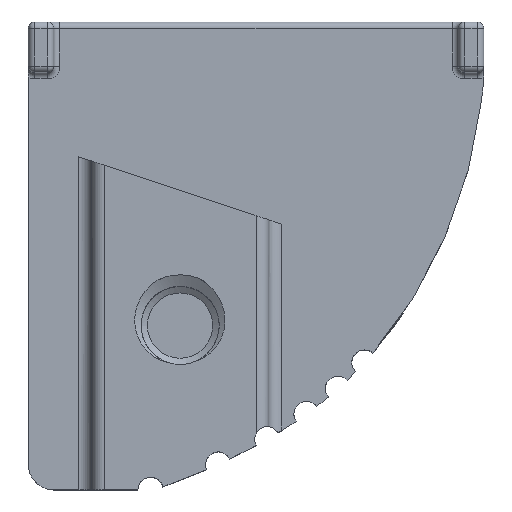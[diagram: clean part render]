
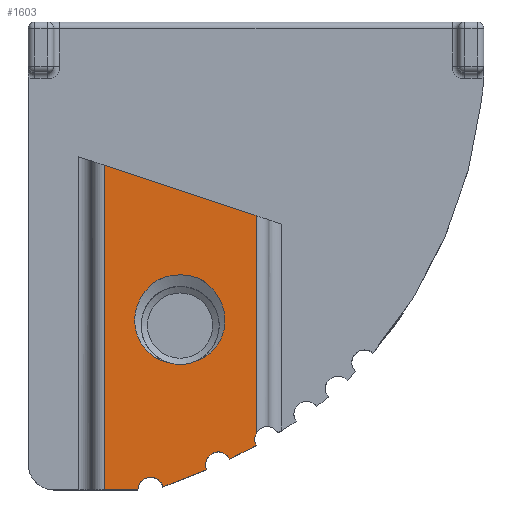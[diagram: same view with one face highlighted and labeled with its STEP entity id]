
A CAD part, top view. The second image highlights one B-rep face of the part: STEP entity #1603.
In plain terms, the highlighted planar face has unit normal (0, 0, 1).
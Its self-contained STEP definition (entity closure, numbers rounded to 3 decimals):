
#25=FACE_BOUND('',#240,.T.);
#44=PLANE('',#1771);
#139=FACE_OUTER_BOUND('',#239,.T.);
#239=EDGE_LOOP('',(#1287,#1288,#1289,#1290,#1291,#1292,#1293,#1294,#1295));
#240=EDGE_LOOP('',(#1296,#1297,#1298,#1299));
#274=CIRCLE('',#1645,2.);
#275=CIRCLE('',#1647,1.545);
#333=CIRCLE('',#1770,0.5);
#334=CIRCLE('',#1772,0.5);
#335=CIRCLE('',#1773,0.5);
#383=B_SPLINE_CURVE_WITH_KNOTS('',3,(#3466,#3467,#3468,#3469,#3470,#3471),
 .UNSPECIFIED.,.F.,.F.,(4,2,4),(0.217,0.258,0.415),
 .UNSPECIFIED.);
#384=B_SPLINE_CURVE_WITH_KNOTS('',3,(#3474,#3475,#3476,#3477,#3478,#3479,
#3480),.UNSPECIFIED.,.F.,.F.,(4,3,4),(0.,0.066,0.118),
 .UNSPECIFIED.);
#385=B_SPLINE_CURVE_WITH_KNOTS('',3,(#3481,#3482,#3483,#3484,#3485,#3486,
#3487,#3488,#3489,#3490,#3491,#3492,#3493,#3494,#3495,#3496),
 .UNSPECIFIED.,.F.,.F.,(4,2,2,2,2,2,2,4),(0.,0.074,0.111,
0.173,0.223,0.275,0.3,0.317),
 .UNSPECIFIED.);
#386=B_SPLINE_CURVE_WITH_KNOTS('',3,(#3497,#3498,#3499,#3500,#3501,#3502,
#3503,#3504,#3505,#3506,#3507,#3508,#3509,#3510,#3511,#3512,#3513,#3514),
 .UNSPECIFIED.,.F.,.F.,(4,2,2,2,2,2,2,2,4),(0.,0.062,0.093,
0.169,0.275,0.384,0.434,0.506,
0.577),.UNSPECIFIED.);
#497=LINE('',#3375,#583);
#498=LINE('',#3458,#584);
#499=LINE('',#3460,#585);
#500=LINE('',#3462,#586);
#583=VECTOR('',#2139,10.);
#584=VECTOR('',#2146,10.);
#585=VECTOR('',#2147,10.);
#586=VECTOR('',#2148,10.);
#611=VERTEX_POINT('',#2553);
#612=VERTEX_POINT('',#2566);
#615=VERTEX_POINT('',#2586);
#616=VERTEX_POINT('',#2597);
#708=VERTEX_POINT('',#3372);
#709=VERTEX_POINT('',#3374);
#710=VERTEX_POINT('',#3393);
#714=VERTEX_POINT('',#3457);
#715=VERTEX_POINT('',#3459);
#716=VERTEX_POINT('',#3461);
#717=VERTEX_POINT('',#3463);
#718=VERTEX_POINT('',#3465);
#719=VERTEX_POINT('',#3472);
#764=EDGE_CURVE('',#612,#611,#274,.T.);
#768=EDGE_CURVE('',#616,#615,#275,.T.);
#918=EDGE_CURVE('',#708,#709,#497,.T.);
#920=EDGE_CURVE('',#710,#709,#333,.T.);
#925=EDGE_CURVE('',#714,#708,#498,.T.);
#926=EDGE_CURVE('',#715,#714,#499,.T.);
#927=EDGE_CURVE('',#716,#715,#500,.T.);
#928=EDGE_CURVE('',#716,#717,#334,.T.);
#929=EDGE_CURVE('',#717,#718,#383,.F.);
#930=EDGE_CURVE('',#718,#719,#335,.T.);
#931=EDGE_CURVE('',#719,#710,#384,.F.);
#932=EDGE_CURVE('',#611,#616,#385,.T.);
#933=EDGE_CURVE('',#615,#612,#386,.T.);
#1287=ORIENTED_EDGE('',*,*,#918,.F.);
#1288=ORIENTED_EDGE('',*,*,#925,.F.);
#1289=ORIENTED_EDGE('',*,*,#926,.F.);
#1290=ORIENTED_EDGE('',*,*,#927,.F.);
#1291=ORIENTED_EDGE('',*,*,#928,.T.);
#1292=ORIENTED_EDGE('',*,*,#929,.T.);
#1293=ORIENTED_EDGE('',*,*,#930,.T.);
#1294=ORIENTED_EDGE('',*,*,#931,.T.);
#1295=ORIENTED_EDGE('',*,*,#920,.T.);
#1296=ORIENTED_EDGE('',*,*,#764,.T.);
#1297=ORIENTED_EDGE('',*,*,#932,.T.);
#1298=ORIENTED_EDGE('',*,*,#768,.T.);
#1299=ORIENTED_EDGE('',*,*,#933,.T.);
#1603=ADVANCED_FACE('',(#139,#25),#44,.T.);
#1645=AXIS2_PLACEMENT_3D('',#2567,#1825,#1826);
#1647=AXIS2_PLACEMENT_3D('',#2598,#1830,#1831);
#1770=AXIS2_PLACEMENT_3D('',#3394,#2142,#2143);
#1771=AXIS2_PLACEMENT_3D('',#3456,#2144,#2145);
#1772=AXIS2_PLACEMENT_3D('',#3464,#2149,#2150);
#1773=AXIS2_PLACEMENT_3D('',#3473,#2151,#2152);
#1825=DIRECTION('center_axis',(0.,0.,-1.));
#1826=DIRECTION('ref_axis',(-1.,0.,0.));
#1830=DIRECTION('center_axis',(0.,0.,-1.));
#1831=DIRECTION('ref_axis',(1.,0.,0.));
#2139=DIRECTION('',(0.,-1.,0.));
#2142=DIRECTION('center_axis',(0.,0.,-1.));
#2143=DIRECTION('ref_axis',(1.,0.,0.));
#2144=DIRECTION('center_axis',(0.,0.,1.));
#2145=DIRECTION('ref_axis',(1.,0.,0.));
#2146=DIRECTION('',(0.949,-0.315,0.));
#2147=DIRECTION('',(0.,1.,0.));
#2148=DIRECTION('',(-1.,0.,0.));
#2149=DIRECTION('center_axis',(0.,0.,-1.));
#2150=DIRECTION('ref_axis',(1.,0.,0.));
#2151=DIRECTION('center_axis',(0.,0.,-1.));
#2152=DIRECTION('ref_axis',(1.,0.,0.));
#2553=CARTESIAN_POINT('',(6.675,-17.116,3.5));
#2566=CARTESIAN_POINT('',(5.126,-17.2,3.5));
#2567=CARTESIAN_POINT('Origin',(6.,-18.999,3.5));
#2586=CARTESIAN_POINT('',(5.479,-20.454,3.5));
#2597=CARTESIAN_POINT('',(6.675,-20.389,3.5));
#2598=CARTESIAN_POINT('Origin',(6.,-18.999,3.5));
#3372=CARTESIAN_POINT('',(9.,-14.658,3.5));
#3374=CARTESIAN_POINT('',(9.,-23.28,3.5));
#3375=CARTESIAN_POINT('',(9.,-18.843,3.5));
#3393=CARTESIAN_POINT('',(9.013,-23.745,3.5));
#3394=CARTESIAN_POINT('Origin',(9.449,-23.5,3.5));
#3456=CARTESIAN_POINT('Origin',(4.25,-12.75,3.5));
#3457=CARTESIAN_POINT('',(3.,-12.665,3.5));
#3458=CARTESIAN_POINT('',(2.576,-12.524,3.5));
#3459=CARTESIAN_POINT('',(3.,-25.5,3.5));
#3460=CARTESIAN_POINT('',(3.,-6.375,3.5));
#3461=CARTESIAN_POINT('',(4.332,-25.5,3.5));
#3462=CARTESIAN_POINT('',(2.125,-25.5,3.5));
#3463=CARTESIAN_POINT('',(5.319,-25.388,3.5));
#3464=CARTESIAN_POINT('Origin',(4.832,-25.5,3.5));
#3465=CARTESIAN_POINT('',(7.05,-24.704,3.5));
#3466=CARTESIAN_POINT('Ctrl Pts',(7.05,-24.704,3.5));
#3467=CARTESIAN_POINT('Ctrl Pts',(6.926,-24.758,3.5));
#3468=CARTESIAN_POINT('Ctrl Pts',(6.801,-24.811,3.5));
#3469=CARTESIAN_POINT('Ctrl Pts',(6.195,-25.064,3.5));
#3470=CARTESIAN_POINT('Ctrl Pts',(5.776,-25.225,3.5));
#3471=CARTESIAN_POINT('Ctrl Pts',(5.319,-25.388,3.5));
#3472=CARTESIAN_POINT('',(7.959,-24.287,3.5));
#3473=CARTESIAN_POINT('Origin',(7.506,-24.5,3.5));
#3474=CARTESIAN_POINT('Ctrl Pts',(9.013,-23.745,3.5));
#3475=CARTESIAN_POINT('Ctrl Pts',(8.82,-23.851,3.5));
#3476=CARTESIAN_POINT('Ctrl Pts',(8.626,-23.953,3.5));
#3477=CARTESIAN_POINT('Ctrl Pts',(8.431,-24.053,3.5));
#3478=CARTESIAN_POINT('Ctrl Pts',(8.274,-24.133,3.5));
#3479=CARTESIAN_POINT('Ctrl Pts',(8.117,-24.211,3.5));
#3480=CARTESIAN_POINT('Ctrl Pts',(7.959,-24.287,3.5));
#3481=CARTESIAN_POINT('Ctrl Pts',(6.675,-17.116,3.5));
#3482=CARTESIAN_POINT('Ctrl Pts',(6.898,-17.222,3.5));
#3483=CARTESIAN_POINT('Ctrl Pts',(7.099,-17.37,3.5));
#3484=CARTESIAN_POINT('Ctrl Pts',(7.352,-17.641,3.5));
#3485=CARTESIAN_POINT('Ctrl Pts',(7.427,-17.739,3.5));
#3486=CARTESIAN_POINT('Ctrl Pts',(7.602,-18.019,3.5));
#3487=CARTESIAN_POINT('Ctrl Pts',(7.705,-18.243,3.5));
#3488=CARTESIAN_POINT('Ctrl Pts',(7.785,-18.729,3.5));
#3489=CARTESIAN_POINT('Ctrl Pts',(7.78,-18.949,3.5));
#3490=CARTESIAN_POINT('Ctrl Pts',(7.687,-19.391,3.5));
#3491=CARTESIAN_POINT('Ctrl Pts',(7.593,-19.607,3.5));
#3492=CARTESIAN_POINT('Ctrl Pts',(7.398,-19.888,3.5));
#3493=CARTESIAN_POINT('Ctrl Pts',(7.282,-20.037,3.5));
#3494=CARTESIAN_POINT('Ctrl Pts',(6.966,-20.267,3.5));
#3495=CARTESIAN_POINT('Ctrl Pts',(6.825,-20.339,3.5));
#3496=CARTESIAN_POINT('Ctrl Pts',(6.675,-20.389,3.5));
#3497=CARTESIAN_POINT('Ctrl Pts',(5.479,-20.454,3.5));
#3498=CARTESIAN_POINT('Ctrl Pts',(5.276,-20.409,3.5));
#3499=CARTESIAN_POINT('Ctrl Pts',(5.085,-20.325,3.5));
#3500=CARTESIAN_POINT('Ctrl Pts',(4.831,-20.148,3.5));
#3501=CARTESIAN_POINT('Ctrl Pts',(4.754,-20.082,3.5));
#3502=CARTESIAN_POINT('Ctrl Pts',(4.508,-19.826,3.5));
#3503=CARTESIAN_POINT('Ctrl Pts',(4.402,-19.628,3.5));
#3504=CARTESIAN_POINT('Ctrl Pts',(4.252,-19.266,3.5));
#3505=CARTESIAN_POINT('Ctrl Pts',(4.207,-19.039,3.5));
#3506=CARTESIAN_POINT('Ctrl Pts',(4.204,-18.576,3.5));
#3507=CARTESIAN_POINT('Ctrl Pts',(4.249,-18.344,3.5));
#3508=CARTESIAN_POINT('Ctrl Pts',(4.378,-18.028,3.5));
#3509=CARTESIAN_POINT('Ctrl Pts',(4.429,-17.93,3.5));
#3510=CARTESIAN_POINT('Ctrl Pts',(4.566,-17.709,3.5));
#3511=CARTESIAN_POINT('Ctrl Pts',(4.662,-17.589,3.5));
#3512=CARTESIAN_POINT('Ctrl Pts',(4.878,-17.374,3.5));
#3513=CARTESIAN_POINT('Ctrl Pts',(4.997,-17.28,3.5));
#3514=CARTESIAN_POINT('Ctrl Pts',(5.126,-17.2,3.5));
